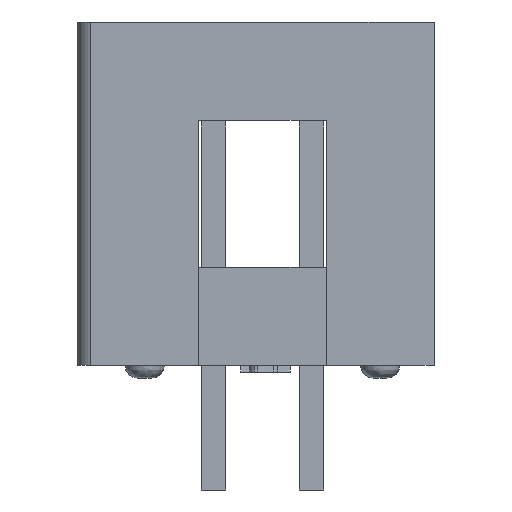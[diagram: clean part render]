
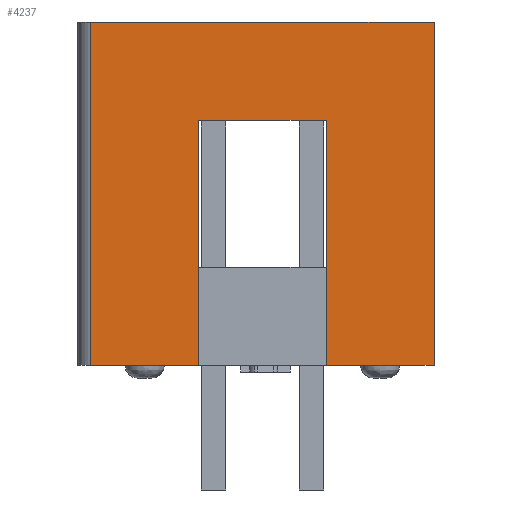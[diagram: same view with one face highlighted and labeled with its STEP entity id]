
A CAD part, left-side view. The second image highlights one B-rep face of the part: STEP entity #4237.
In plain terms, the highlighted planar face has unit normal (-1, 0, 0).
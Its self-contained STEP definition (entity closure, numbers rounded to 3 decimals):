
#123=FACE_OUTER_BOUND('',#373,.T.);
#373=EDGE_LOOP('',(#3002,#3003,#3004,#3005,#3006,#3007,#3008,#3009));
#634=LINE('',#5841,#1136);
#657=LINE('',#5892,#1159);
#675=LINE('',#5931,#1177);
#679=LINE('',#5938,#1181);
#863=LINE('',#6635,#1365);
#867=LINE('',#6643,#1369);
#868=LINE('',#6644,#1370);
#869=LINE('',#6645,#1371);
#1136=VECTOR('',#4738,8.89);
#1159=VECTOR('',#4771,8.89);
#1177=VECTOR('',#4799,2.794);
#1181=VECTOR('',#4803,2.794);
#1365=VECTOR('',#5153,3.302);
#1369=VECTOR('',#5161,6.35);
#1370=VECTOR('',#5162,8.89);
#1371=VECTOR('',#5163,6.35);
#1637=VERTEX_POINT('',#5837);
#1639=VERTEX_POINT('',#5840);
#1662=VERTEX_POINT('',#5890);
#1677=VERTEX_POINT('',#5928);
#1678=VERTEX_POINT('',#5930);
#1681=VERTEX_POINT('',#5936);
#1885=VERTEX_POINT('',#6633);
#1886=VERTEX_POINT('',#6634);
#2030=EDGE_CURVE('',#1639,#1637,#634,.T.);
#2056=EDGE_CURVE('',#1662,#1637,#657,.T.);
#2075=EDGE_CURVE('',#1677,#1678,#675,.T.);
#2079=EDGE_CURVE('',#1681,#1662,#679,.T.);
#2315=EDGE_CURVE('',#1885,#1886,#863,.T.);
#2319=EDGE_CURVE('',#1678,#1886,#867,.T.);
#2320=EDGE_CURVE('',#1677,#1639,#868,.T.);
#2321=EDGE_CURVE('',#1681,#1885,#869,.T.);
#3002=ORIENTED_EDGE('',*,*,#2315,.T.);
#3003=ORIENTED_EDGE('',*,*,#2319,.F.);
#3004=ORIENTED_EDGE('',*,*,#2075,.F.);
#3005=ORIENTED_EDGE('',*,*,#2320,.T.);
#3006=ORIENTED_EDGE('',*,*,#2030,.T.);
#3007=ORIENTED_EDGE('',*,*,#2056,.F.);
#3008=ORIENTED_EDGE('',*,*,#2079,.F.);
#3009=ORIENTED_EDGE('',*,*,#2321,.T.);
#3822=PLANE('',#4529);
#4237=ADVANCED_FACE('',(#123),#3822,.T.);
#4529=AXIS2_PLACEMENT_3D('',#6642,#5159,#5160);
#4738=DIRECTION('',(0.,1.,0.));
#4771=DIRECTION('',(0.,0.,1.));
#4799=DIRECTION('',(0.,1.,0.));
#4803=DIRECTION('',(0.,1.,0.));
#5153=DIRECTION('',(0.,-1.,0.));
#5159=DIRECTION('center_axis',(-1.,0.,0.));
#5160=DIRECTION('ref_axis',(0.,-1.,0.));
#5161=DIRECTION('',(0.,0.,1.));
#5162=DIRECTION('',(0.,0.,1.));
#5163=DIRECTION('',(0.,0.,1.));
#5837=CARTESIAN_POINT('',(-10.16,4.445,0.));
#5840=CARTESIAN_POINT('',(-10.16,-4.445,0.));
#5841=CARTESIAN_POINT('',(-10.16,-4.445,0.));
#5890=CARTESIAN_POINT('',(-10.16,4.445,-8.89));
#5892=CARTESIAN_POINT('',(-10.16,4.445,-8.89));
#5928=CARTESIAN_POINT('',(-10.16,-4.445,-8.89));
#5930=CARTESIAN_POINT('',(-10.16,-1.651,-8.89));
#5931=CARTESIAN_POINT('',(-10.16,-4.445,-8.89));
#5936=CARTESIAN_POINT('',(-10.16,1.651,-8.89));
#5938=CARTESIAN_POINT('',(-10.16,1.651,-8.89));
#6633=CARTESIAN_POINT('',(-10.16,1.651,-2.54));
#6634=CARTESIAN_POINT('',(-10.16,-1.651,-2.54));
#6635=CARTESIAN_POINT('',(-10.16,1.651,-2.54));
#6642=CARTESIAN_POINT('Origin',(-10.16,4.445,0.));
#6643=CARTESIAN_POINT('',(-10.16,-1.651,-8.89));
#6644=CARTESIAN_POINT('',(-10.16,-4.445,-8.89));
#6645=CARTESIAN_POINT('',(-10.16,1.651,-8.89));
